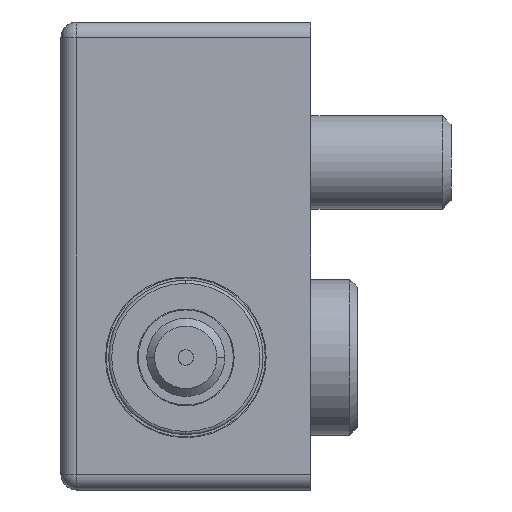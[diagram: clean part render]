
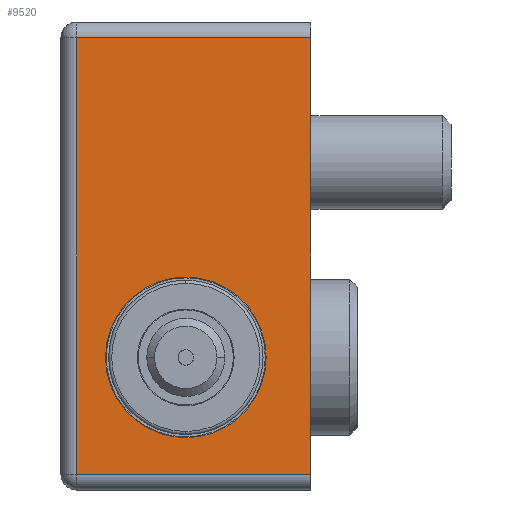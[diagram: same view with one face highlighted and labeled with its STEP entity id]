
A CAD part, left-side view. The second image highlights one B-rep face of the part: STEP entity #9520.
In plain terms, the highlighted planar face has unit normal (-1, 0, 0).
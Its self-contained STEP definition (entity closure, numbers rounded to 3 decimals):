
#707 = ORIENTED_EDGE ( 'NONE', *, *, #14389, .F. ) ;
#991 = EDGE_CURVE ( 'NONE', #3156, #27159, #27698, .T. ) ;
#1160 = CARTESIAN_POINT ( 'NONE',  ( -26., 9.5, -14. ) ) ;
#1163 = EDGE_CURVE ( 'NONE', #27159, #10713, #16199, .T. ) ;
#1332 = ORIENTED_EDGE ( 'NONE', *, *, #1163, .T. ) ;
#2405 = FACE_OUTER_BOUND ( 'NONE', #5953, .T. ) ;
#3156 = VERTEX_POINT ( 'NONE', #14027 ) ;
#3424 = DIRECTION ( 'NONE',  ( 0., -1., 0. ) ) ;
#3954 = CIRCLE ( 'NONE', #13881, 5.15 ) ;
#4375 = AXIS2_PLACEMENT_3D ( 'NONE', #5107, #14824, #17047 ) ;
#5107 = CARTESIAN_POINT ( 'NONE',  ( -26., 1.5, -6.5 ) ) ;
#5556 = CARTESIAN_POINT ( 'NONE',  ( -26., 9.5, -15. ) ) ;
#5801 = CARTESIAN_POINT ( 'NONE',  ( -26., 1.5, -6.5 ) ) ;
#5953 = EDGE_LOOP ( 'NONE', ( #1332, #29979, #30585, #29978 ) ) ;
#6211 = VECTOR ( 'NONE', #22954, 1000. ) ;
#9520 = ADVANCED_FACE ( 'NONE', ( #27504, #2405 ), #19679, .F. ) ;
#10157 = VECTOR ( 'NONE', #3424, 1000. ) ;
#10713 = VERTEX_POINT ( 'NONE', #13588 ) ;
#12782 = EDGE_CURVE ( 'NONE', #25581, #18560, #3954, .T. ) ;
#13248 = DIRECTION ( 'NONE',  ( 0., 0., 1. ) ) ;
#13588 = CARTESIAN_POINT ( 'NONE',  ( -26., 8.5, -14. ) ) ;
#13807 = EDGE_CURVE ( 'NONE', #3156, #26866, #28281, .T. ) ;
#13881 = AXIS2_PLACEMENT_3D ( 'NONE', #5801, #20351, #13248 ) ;
#14027 = CARTESIAN_POINT ( 'NONE',  ( -26., -6.5, 14. ) ) ;
#14389 = EDGE_CURVE ( 'NONE', #18560, #25581, #23096, .T. ) ;
#14547 = DIRECTION ( 'NONE',  ( 0., 0., -1. ) ) ;
#14651 = DIRECTION ( 'NONE',  ( 1., 0., 0. ) ) ;
#14824 = DIRECTION ( 'NONE',  ( -1., 0., 0. ) ) ;
#16199 = LINE ( 'NONE', #22543, #6211 ) ;
#17047 = DIRECTION ( 'NONE',  ( 0., 0., 1. ) ) ;
#17783 = CARTESIAN_POINT ( 'NONE',  ( -26., 1.5, -11.65 ) ) ;
#18560 = VERTEX_POINT ( 'NONE', #17783 ) ;
#18637 = EDGE_LOOP ( 'NONE', ( #25452, #707 ) ) ;
#19483 = CARTESIAN_POINT ( 'NONE',  ( -26., 9.5, 14. ) ) ;
#19593 = DIRECTION ( 'NONE',  ( 0., 0., -1. ) ) ;
#19679 = PLANE ( 'NONE',  #22920 ) ;
#19804 = EDGE_CURVE ( 'NONE', #10713, #26866, #28289, .T. ) ;
#20351 = DIRECTION ( 'NONE',  ( -1., 0., 0. ) ) ;
#21242 = VECTOR ( 'NONE', #14547, 1000. ) ;
#22543 = CARTESIAN_POINT ( 'NONE',  ( -26., 8.5, -15. ) ) ;
#22920 = AXIS2_PLACEMENT_3D ( 'NONE', #5556, #14651, #19593 ) ;
#22954 = DIRECTION ( 'NONE',  ( 0., 0., -1. ) ) ;
#23096 = CIRCLE ( 'NONE', #4375, 5.15 ) ;
#23896 = CARTESIAN_POINT ( 'NONE',  ( -26., 8.5, 14. ) ) ;
#25244 = CARTESIAN_POINT ( 'NONE',  ( -26., -6.5, -14. ) ) ;
#25452 = ORIENTED_EDGE ( 'NONE', *, *, #12782, .F. ) ;
#25581 = VERTEX_POINT ( 'NONE', #25670 ) ;
#25670 = CARTESIAN_POINT ( 'NONE',  ( -26., 1.5, -1.35 ) ) ;
#25875 = DIRECTION ( 'NONE',  ( 0., 1., 0. ) ) ;
#26866 = VERTEX_POINT ( 'NONE', #25244 ) ;
#27159 = VERTEX_POINT ( 'NONE', #23896 ) ;
#27504 = FACE_BOUND ( 'NONE', #18637, .T. ) ;
#27698 = LINE ( 'NONE', #19483, #29183 ) ;
#28281 = LINE ( 'NONE', #28692, #21242 ) ;
#28289 = LINE ( 'NONE', #1160, #10157 ) ;
#28692 = CARTESIAN_POINT ( 'NONE',  ( -26., -6.5, 15. ) ) ;
#29183 = VECTOR ( 'NONE', #25875, 1000. ) ;
#29978 = ORIENTED_EDGE ( 'NONE', *, *, #991, .T. ) ;
#29979 = ORIENTED_EDGE ( 'NONE', *, *, #19804, .T. ) ;
#30585 = ORIENTED_EDGE ( 'NONE', *, *, #13807, .F. ) ;
